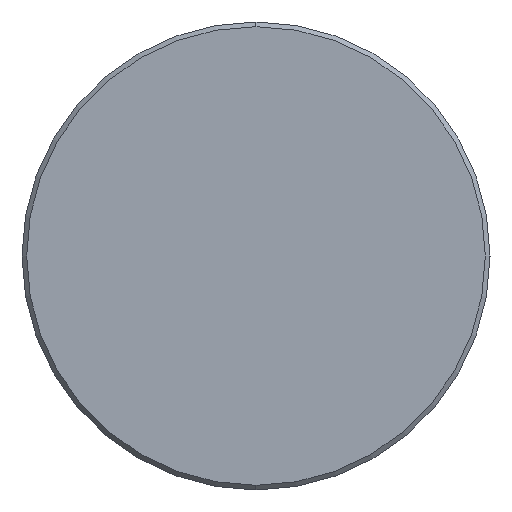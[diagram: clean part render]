
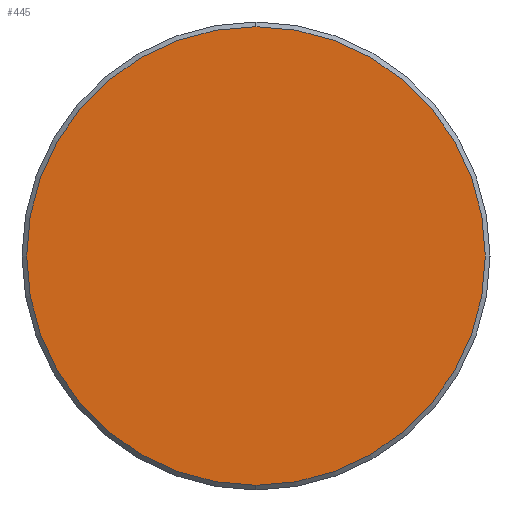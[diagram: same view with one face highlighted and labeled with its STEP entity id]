
A CAD part, left-side view. The second image highlights one B-rep face of the part: STEP entity #445.
In plain terms, the highlighted planar face has unit normal (-1, 0, 0).
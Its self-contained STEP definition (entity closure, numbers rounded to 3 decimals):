
#9 = DIRECTION ( 'NONE',  ( 0., 0., -1. ) ) ;
#17 = DIRECTION ( 'NONE',  ( -1., 0., 0. ) ) ;
#132 = AXIS2_PLACEMENT_3D ( 'NONE', #391, #17, #282 ) ;
#133 = VERTEX_POINT ( 'NONE', #338 ) ;
#141 = EDGE_CURVE ( 'NONE', #277, #133, #298, .T. ) ;
#212 = CIRCLE ( 'NONE', #132, 14.7 ) ;
#225 = ORIENTED_EDGE ( 'NONE', *, *, #364, .T. ) ;
#236 = DIRECTION ( 'NONE',  ( 1., 0., 0. ) ) ;
#243 = ORIENTED_EDGE ( 'NONE', *, *, #141, .T. ) ;
#249 = DIRECTION ( 'NONE',  ( 0., 0., 1. ) ) ;
#267 = CARTESIAN_POINT ( 'NONE',  ( 0., 0., -14.7 ) ) ;
#274 = EDGE_LOOP ( 'NONE', ( #243, #225 ) ) ;
#277 = VERTEX_POINT ( 'NONE', #267 ) ;
#282 = DIRECTION ( 'NONE',  ( 0., 0., 1. ) ) ;
#298 = CIRCLE ( 'NONE', #416, 14.7 ) ;
#324 = CARTESIAN_POINT ( 'NONE',  ( 0., 0., 0. ) ) ;
#338 = CARTESIAN_POINT ( 'NONE',  ( 0., 0., 14.7 ) ) ;
#356 = AXIS2_PLACEMENT_3D ( 'NONE', #324, #236, #9 ) ;
#364 = EDGE_CURVE ( 'NONE', #133, #277, #212, .T. ) ;
#391 = CARTESIAN_POINT ( 'NONE',  ( 0., 0., 0. ) ) ;
#399 = FACE_OUTER_BOUND ( 'NONE', #274, .T. ) ;
#416 = AXIS2_PLACEMENT_3D ( 'NONE', #473, #474, #249 ) ;
#424 = PLANE ( 'NONE',  #356 ) ;
#445 = ADVANCED_FACE ( 'NONE', ( #399 ), #424, .F. ) ;
#473 = CARTESIAN_POINT ( 'NONE',  ( 0., 0., 0. ) ) ;
#474 = DIRECTION ( 'NONE',  ( -1., 0., 0. ) ) ;
